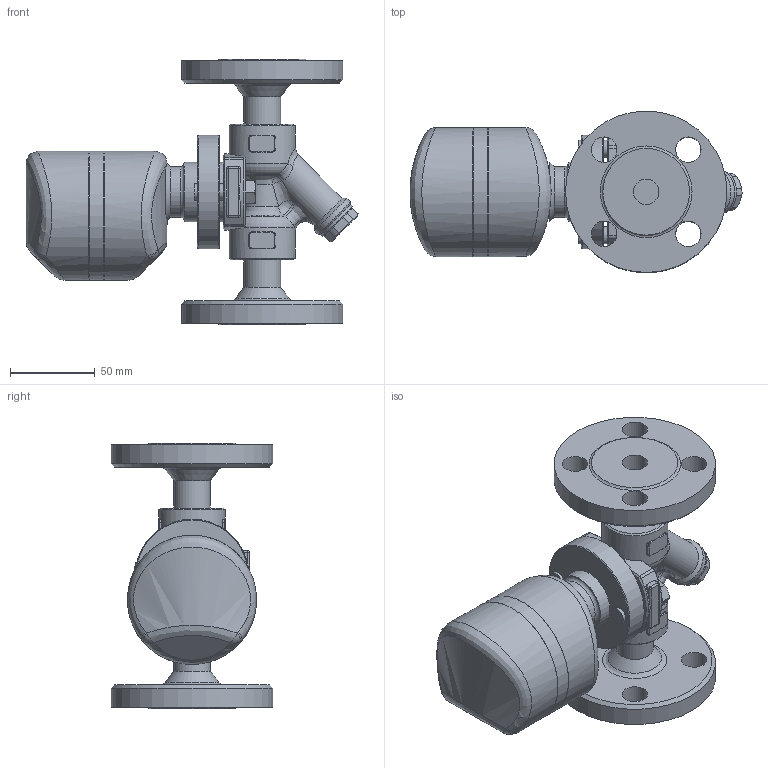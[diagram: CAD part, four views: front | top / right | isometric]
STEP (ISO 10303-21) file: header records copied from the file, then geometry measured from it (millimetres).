
FILE_DESCRIPTION((''),'2;1');
FILE_NAME('fs300-015-jis20-00.stp','2010-10-26T10:13:17',('nakaot'),(''),'Autodesk Inventor 2008','Autodesk Inventor 2008','');
FILE_SCHEMA(('AUTOMOTIVE_DESIGN { 1 0 10303 214 1 1 1 1 }'));
Length unit declared in the file: millimetre
Products named in the file (1): fs300-015-jis20-00
Bounding box: 195.35 x 95 x 156.2 mm (x, y, z)
Volume: 707632.3 mm3; surface area: 107884.5 mm2
Topology: 1 solids, 3 shells, 370 faces, 888 edges, 528 vertices
Faces by surface type: bspline 111, cylinder 106, plane 95, cone 34, torus 20, sphere 4
Full cylindrical faces by diameter (mm): 10 x2, 10.5 x1, 15 x5, 17 x1, 21.7 x1, 23 x1, 25 x1, 27 x1, 30 x1, 33 x1, 35 x3, 39 x2, 60 x2, 67 x1, 76 x2, 95 x1
Entity records: 16749 total; most frequent: CARTESIAN_POINT 9101, ORIENTED_EDGE 1582, DIRECTION 1464, EDGE_CURVE 791, AXIS2_PLACEMENT_3D 610, VERTEX_POINT 510, EDGE_LOOP 477, FACE_OUTER_BOUND 370
